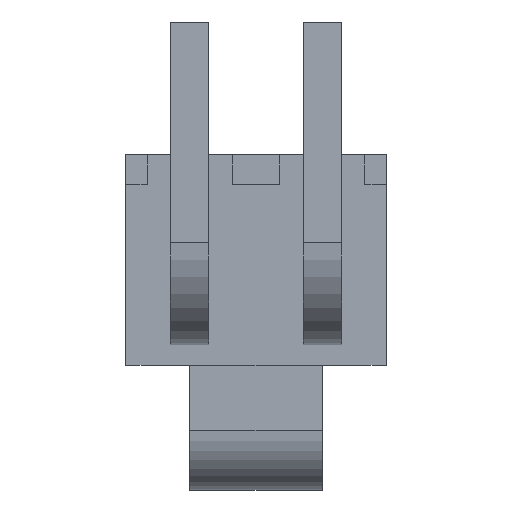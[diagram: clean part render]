
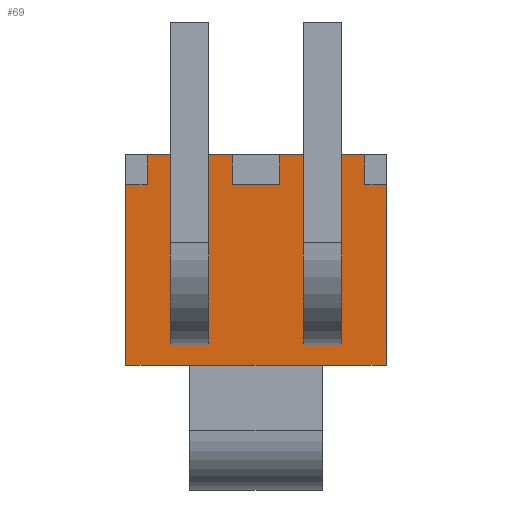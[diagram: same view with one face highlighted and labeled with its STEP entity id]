
A CAD part, front view. The second image highlights one B-rep face of the part: STEP entity #69.
In plain terms, the highlighted planar face has unit normal (0, -1, 0).
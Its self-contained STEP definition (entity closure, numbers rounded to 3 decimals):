
#69=ADVANCED_FACE('',(#140,#141,#142),#143,.T.);
#140=FACE_OUTER_BOUND('',#278,.T.);
#141=FACE_BOUND('',#279,.T.);
#142=FACE_BOUND('',#280,.T.);
#143=PLANE('',#281);
#278=EDGE_LOOP('',(#427,#428,#429,#430,#431,#432,#433,#434,#435,#436,#437,#438,#439,#440));
#279=EDGE_LOOP('',(#441,#442,#443,#444));
#280=EDGE_LOOP('',(#445,#446,#447,#448));
#281=AXIS2_PLACEMENT_3D('',#449,#450,#451);
#427=ORIENTED_EDGE('',*,*,#969,.T.);
#428=ORIENTED_EDGE('',*,*,#970,.F.);
#429=ORIENTED_EDGE('',*,*,#971,.F.);
#430=ORIENTED_EDGE('',*,*,#972,.F.);
#431=ORIENTED_EDGE('',*,*,#973,.T.);
#432=ORIENTED_EDGE('',*,*,#974,.T.);
#433=ORIENTED_EDGE('',*,*,#975,.F.);
#434=ORIENTED_EDGE('',*,*,#976,.F.);
#435=ORIENTED_EDGE('',*,*,#977,.T.);
#436=ORIENTED_EDGE('',*,*,#978,.T.);
#437=ORIENTED_EDGE('',*,*,#979,.F.);
#438=ORIENTED_EDGE('',*,*,#968,.T.);
#439=ORIENTED_EDGE('',*,*,#980,.T.);
#440=ORIENTED_EDGE('',*,*,#981,.T.);
#441=ORIENTED_EDGE('',*,*,#982,.T.);
#442=ORIENTED_EDGE('',*,*,#983,.T.);
#443=ORIENTED_EDGE('',*,*,#984,.T.);
#444=ORIENTED_EDGE('',*,*,#985,.F.);
#445=ORIENTED_EDGE('',*,*,#986,.T.);
#446=ORIENTED_EDGE('',*,*,#987,.T.);
#447=ORIENTED_EDGE('',*,*,#988,.T.);
#448=ORIENTED_EDGE('',*,*,#989,.F.);
#449=CARTESIAN_POINT('',(-3.886,-1.397,2.254));
#450=DIRECTION('',(0.0,-1.0,0.0));
#451=DIRECTION('',(0.0,0.0,-1.0));
#968=EDGE_CURVE('',#1145,#1161,#1163,.T.);
#969=EDGE_CURVE('',#1164,#1165,#1166,.T.);
#970=EDGE_CURVE('',#1167,#1165,#1168,.T.);
#971=EDGE_CURVE('',#1169,#1167,#1170,.T.);
#972=EDGE_CURVE('',#1171,#1169,#1172,.T.);
#973=EDGE_CURVE('',#1171,#1173,#1174,.T.);
#974=EDGE_CURVE('',#1173,#1175,#1176,.T.);
#975=EDGE_CURVE('',#1177,#1175,#1178,.T.);
#976=EDGE_CURVE('',#1179,#1177,#1180,.T.);
#977=EDGE_CURVE('',#1179,#1181,#1182,.T.);
#978=EDGE_CURVE('',#1181,#1183,#1184,.T.);
#979=EDGE_CURVE('',#1145,#1183,#1185,.T.);
#980=EDGE_CURVE('',#1161,#1186,#1187,.T.);
#981=EDGE_CURVE('',#1186,#1164,#1188,.T.);
#982=EDGE_CURVE('',#1189,#1190,#1191,.T.);
#983=EDGE_CURVE('',#1190,#1192,#1193,.T.);
#984=EDGE_CURVE('',#1192,#1194,#1195,.T.);
#985=EDGE_CURVE('',#1189,#1194,#1196,.T.);
#986=EDGE_CURVE('',#1197,#1198,#1199,.T.);
#987=EDGE_CURVE('',#1198,#1200,#1201,.T.);
#988=EDGE_CURVE('',#1200,#1202,#1203,.T.);
#989=EDGE_CURVE('',#1197,#1202,#1204,.T.);
#1145=VERTEX_POINT('',#1432);
#1161=VERTEX_POINT('',#1456);
#1163=LINE('',#1459,#1460);
#1164=VERTEX_POINT('',#1461);
#1165=VERTEX_POINT('',#1462);
#1166=LINE('',#1463,#1464);
#1167=VERTEX_POINT('',#1465);
#1168=LINE('',#1466,#1467);
#1169=VERTEX_POINT('',#1468);
#1170=LINE('',#1469,#1470);
#1171=VERTEX_POINT('',#1471);
#1172=LINE('',#1472,#1473);
#1173=VERTEX_POINT('',#1474);
#1174=LINE('',#1475,#1476);
#1175=VERTEX_POINT('',#1477);
#1176=LINE('',#1478,#1479);
#1177=VERTEX_POINT('',#1480);
#1178=LINE('',#1481,#1482);
#1179=VERTEX_POINT('',#1483);
#1180=LINE('',#1484,#1485);
#1181=VERTEX_POINT('',#1486);
#1182=LINE('',#1487,#1488);
#1183=VERTEX_POINT('',#1489);
#1184=LINE('',#1490,#1491);
#1185=LINE('',#1492,#1493);
#1186=VERTEX_POINT('',#1494);
#1187=LINE('',#1495,#1496);
#1188=LINE('',#1497,#1498);
#1189=VERTEX_POINT('',#1499);
#1190=VERTEX_POINT('',#1500);
#1191=LINE('',#1501,#1502);
#1192=VERTEX_POINT('',#1503);
#1193=LINE('',#1504,#1505);
#1194=VERTEX_POINT('',#1506);
#1195=LINE('',#1507,#1508);
#1196=LINE('',#1509,#1510);
#1197=VERTEX_POINT('',#1511);
#1198=VERTEX_POINT('',#1512);
#1199=LINE('',#1513,#1514);
#1200=VERTEX_POINT('',#1515);
#1201=LINE('',#1516,#1517);
#1202=VERTEX_POINT('',#1518);
#1203=LINE('',#1519,#1520);
#1204=LINE('',#1521,#1522);
#1432=CARTESIAN_POINT('',(-3.886,-1.397,2.254));
#1456=CARTESIAN_POINT('',(-3.886,-1.397,-3.143));
#1459=CARTESIAN_POINT('',(-3.886,-1.397,2.254));
#1460=VECTOR('',#1882,5.398);
#1461=CARTESIAN_POINT('',(1.981,-1.397,-3.143));
#1462=CARTESIAN_POINT('',(3.886,-1.397,-3.143));
#1463=CARTESIAN_POINT('',(1.981,-1.397,-3.143));
#1464=VECTOR('',#1883,1.905);
#1465=CARTESIAN_POINT('',(3.886,-1.397,2.254));
#1466=CARTESIAN_POINT('',(3.886,-1.397,2.254));
#1467=VECTOR('',#1884,5.398);
#1468=CARTESIAN_POINT('',(3.251,-1.397,2.254));
#1469=CARTESIAN_POINT('',(3.251,-1.397,2.254));
#1470=VECTOR('',#1885,0.635);
#1471=CARTESIAN_POINT('',(3.251,-1.397,3.143));
#1472=CARTESIAN_POINT('',(3.251,-1.397,3.143));
#1473=VECTOR('',#1886,0.889);
#1474=CARTESIAN_POINT('',(0.711,-1.397,3.143));
#1475=CARTESIAN_POINT('',(3.251,-1.397,3.143));
#1476=VECTOR('',#1887,2.54);
#1477=CARTESIAN_POINT('',(0.711,-1.397,2.254));
#1478=CARTESIAN_POINT('',(0.711,-1.397,3.143));
#1479=VECTOR('',#1888,0.889);
#1480=CARTESIAN_POINT('',(-0.711,-1.397,2.254));
#1481=CARTESIAN_POINT('',(-0.711,-1.397,2.254));
#1482=VECTOR('',#1889,1.422);
#1483=CARTESIAN_POINT('',(-0.711,-1.397,3.143));
#1484=CARTESIAN_POINT('',(-0.711,-1.397,3.143));
#1485=VECTOR('',#1890,0.889);
#1486=CARTESIAN_POINT('',(-3.251,-1.397,3.143));
#1487=CARTESIAN_POINT('',(-0.711,-1.397,3.143));
#1488=VECTOR('',#1891,2.54);
#1489=CARTESIAN_POINT('',(-3.251,-1.397,2.254));
#1490=CARTESIAN_POINT('',(-3.251,-1.397,3.143));
#1491=VECTOR('',#1892,0.889);
#1492=CARTESIAN_POINT('',(-3.886,-1.397,2.254));
#1493=VECTOR('',#1893,0.635);
#1494=CARTESIAN_POINT('',(-1.981,-1.397,-3.143));
#1495=CARTESIAN_POINT('',(-3.886,-1.397,-3.143));
#1496=VECTOR('',#1894,1.905);
#1497=CARTESIAN_POINT('',(-1.981,-1.397,-3.143));
#1498=VECTOR('',#1895,3.962);
#1499=CARTESIAN_POINT('',(1.41,-1.397,-1.391));
#1500=CARTESIAN_POINT('',(2.553,-1.397,-1.391));
#1501=CARTESIAN_POINT('',(1.41,-1.397,-1.391));
#1502=VECTOR('',#1896,1.143);
#1503=CARTESIAN_POINT('',(2.553,-1.397,-2.534));
#1504=CARTESIAN_POINT('',(2.553,-1.397,-1.391));
#1505=VECTOR('',#1897,1.143);
#1506=CARTESIAN_POINT('',(1.41,-1.397,-2.534));
#1507=CARTESIAN_POINT('',(2.553,-1.397,-2.534));
#1508=VECTOR('',#1898,1.143);
#1509=CARTESIAN_POINT('',(1.41,-1.397,-1.391));
#1510=VECTOR('',#1899,1.143);
#1511=CARTESIAN_POINT('',(-2.553,-1.397,-1.391));
#1512=CARTESIAN_POINT('',(-1.41,-1.397,-1.391));
#1513=CARTESIAN_POINT('',(-2.553,-1.397,-1.391));
#1514=VECTOR('',#1900,1.143);
#1515=CARTESIAN_POINT('',(-1.41,-1.397,-2.534));
#1516=CARTESIAN_POINT('',(-1.41,-1.397,-1.391));
#1517=VECTOR('',#1901,1.143);
#1518=CARTESIAN_POINT('',(-2.553,-1.397,-2.534));
#1519=CARTESIAN_POINT('',(-1.41,-1.397,-2.534));
#1520=VECTOR('',#1902,1.143);
#1521=CARTESIAN_POINT('',(-2.553,-1.397,-1.391));
#1522=VECTOR('',#1903,1.143);
#1882=DIRECTION('',(0.0,0.0,-1.0));
#1883=DIRECTION('',(1.0,0.0,0.0));
#1884=DIRECTION('',(0.0,0.0,-1.0));
#1885=DIRECTION('',(1.0,0.0,0.0));
#1886=DIRECTION('',(0.0,0.0,-1.0));
#1887=DIRECTION('',(-1.0,0.0,0.0));
#1888=DIRECTION('',(0.0,0.0,-1.0));
#1889=DIRECTION('',(1.0,0.0,0.0));
#1890=DIRECTION('',(0.0,0.0,-1.0));
#1891=DIRECTION('',(-1.0,0.0,0.0));
#1892=DIRECTION('',(0.0,0.0,-1.0));
#1893=DIRECTION('',(1.0,0.0,0.0));
#1894=DIRECTION('',(1.0,0.0,0.0));
#1895=DIRECTION('',(1.0,0.0,0.0));
#1896=DIRECTION('',(1.0,0.0,0.0));
#1897=DIRECTION('',(0.0,0.0,-1.0));
#1898=DIRECTION('',(-1.0,0.0,0.0));
#1899=DIRECTION('',(0.0,0.0,-1.0));
#1900=DIRECTION('',(1.0,0.0,0.0));
#1901=DIRECTION('',(0.0,0.0,-1.0));
#1902=DIRECTION('',(-1.0,0.0,0.0));
#1903=DIRECTION('',(0.0,0.0,-1.0));
